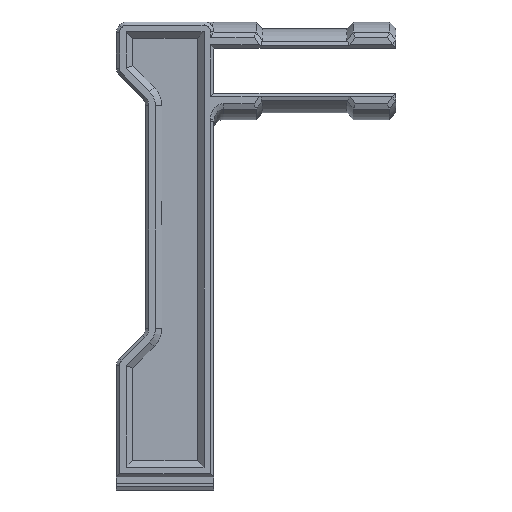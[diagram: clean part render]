
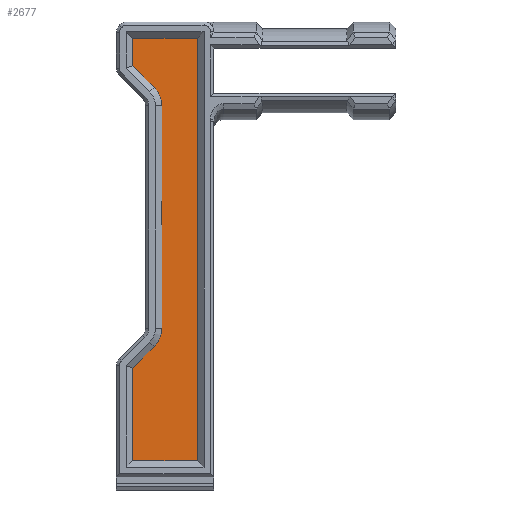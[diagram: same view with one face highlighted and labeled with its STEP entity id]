
A CAD part, top view. The second image highlights one B-rep face of the part: STEP entity #2677.
In plain terms, the highlighted planar face has unit normal (0, 0, 1).
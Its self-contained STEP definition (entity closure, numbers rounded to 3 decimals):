
#250=PLANE('',#2857);
#337=FACE_OUTER_BOUND('',#495,.T.);
#495=EDGE_LOOP('',(#1899,#1900,#1901,#1902,#1903,#1904,#1905,#1906,#1907,
#1908));
#669=LINE('',#3657,#885);
#673=LINE('',#3665,#889);
#676=LINE('',#3671,#892);
#679=LINE('',#3677,#895);
#683=LINE('',#3685,#899);
#688=LINE('',#3695,#904);
#691=LINE('',#3701,#907);
#695=LINE('',#3713,#911);
#885=VECTOR('',#3078,10.);
#889=VECTOR('',#3084,10.);
#892=VECTOR('',#3089,10.);
#895=VECTOR('',#3094,10.);
#899=VECTOR('',#3100,10.);
#904=VECTOR('',#3109,10.);
#907=VECTOR('',#3114,10.);
#911=VECTOR('',#3126,10.);
#1065=CIRCLE('',#2851,8.);
#1067=CIRCLE('',#2855,8.);
#1144=VERTEX_POINT('',#3654);
#1145=VERTEX_POINT('',#3656);
#1148=VERTEX_POINT('',#3663);
#1150=VERTEX_POINT('',#3669);
#1152=VERTEX_POINT('',#3675);
#1155=VERTEX_POINT('',#3683);
#1158=VERTEX_POINT('',#3693);
#1160=VERTEX_POINT('',#3699);
#1162=VERTEX_POINT('',#3705);
#1164=VERTEX_POINT('',#3711);
#1422=EDGE_CURVE('',#1145,#1144,#669,.T.);
#1426=EDGE_CURVE('',#1144,#1148,#673,.T.);
#1429=EDGE_CURVE('',#1148,#1150,#676,.T.);
#1432=EDGE_CURVE('',#1150,#1152,#679,.T.);
#1436=EDGE_CURVE('',#1152,#1155,#683,.T.);
#1441=EDGE_CURVE('',#1155,#1158,#688,.T.);
#1444=EDGE_CURVE('',#1158,#1160,#691,.T.);
#1447=EDGE_CURVE('',#1160,#1162,#1065,.T.);
#1450=EDGE_CURVE('',#1162,#1164,#695,.T.);
#1452=EDGE_CURVE('',#1164,#1145,#1067,.T.);
#1899=ORIENTED_EDGE('',*,*,#1422,.T.);
#1900=ORIENTED_EDGE('',*,*,#1426,.T.);
#1901=ORIENTED_EDGE('',*,*,#1429,.T.);
#1902=ORIENTED_EDGE('',*,*,#1432,.T.);
#1903=ORIENTED_EDGE('',*,*,#1436,.T.);
#1904=ORIENTED_EDGE('',*,*,#1441,.T.);
#1905=ORIENTED_EDGE('',*,*,#1444,.T.);
#1906=ORIENTED_EDGE('',*,*,#1447,.T.);
#1907=ORIENTED_EDGE('',*,*,#1450,.T.);
#1908=ORIENTED_EDGE('',*,*,#1452,.T.);
#2677=ADVANCED_FACE('',(#337),#250,.T.);
#2851=AXIS2_PLACEMENT_3D('',#3707,#3119,#3120);
#2855=AXIS2_PLACEMENT_3D('',#3716,#3130,#3131);
#2857=AXIS2_PLACEMENT_3D('',#3718,#3134,#3135);
#3078=DIRECTION('',(-0.707,-0.707,0.));
#3084=DIRECTION('',(0.,-1.,0.));
#3089=DIRECTION('',(1.,0.,0.));
#3094=DIRECTION('',(0.,1.,0.));
#3100=DIRECTION('',(-1.,0.,0.));
#3109=DIRECTION('',(0.,-1.,0.));
#3114=DIRECTION('',(0.707,-0.707,0.));
#3119=DIRECTION('center_axis',(0.,0.,-1.));
#3120=DIRECTION('ref_axis',(1.,0.,0.));
#3126=DIRECTION('',(0.,-1.,0.));
#3130=DIRECTION('center_axis',(0.,0.,-1.));
#3131=DIRECTION('ref_axis',(0.707,-0.707,0.));
#3134=DIRECTION('center_axis',(0.,0.,1.));
#3135=DIRECTION('ref_axis',(1.,0.,0.));
#3654=CARTESIAN_POINT('',(-10.,33.429,8.));
#3656=CARTESIAN_POINT('',(-3.343,40.086,8.));
#3657=CARTESIAN_POINT('',(-3.343,40.086,8.));
#3663=CARTESIAN_POINT('',(-10.,5.,8.));
#3665=CARTESIAN_POINT('',(-10.,34.257,8.));
#3669=CARTESIAN_POINT('',(10.,5.,8.));
#3671=CARTESIAN_POINT('',(-12.,5.,8.));
#3675=CARTESIAN_POINT('',(10.,135.,8.));
#3677=CARTESIAN_POINT('',(10.,3.,8.));
#3683=CARTESIAN_POINT('',(-10.,135.,8.));
#3685=CARTESIAN_POINT('',(12.,135.,8.));
#3693=CARTESIAN_POINT('',(-10.,126.571,8.));
#3695=CARTESIAN_POINT('',(-10.,136.757,8.));
#3699=CARTESIAN_POINT('',(-3.343,119.914,8.));
#3701=CARTESIAN_POINT('',(-10.586,127.157,8.));
#3705=CARTESIAN_POINT('',(-1.,114.257,8.));
#3707=CARTESIAN_POINT('Origin',(-9.,114.257,8.));
#3711=CARTESIAN_POINT('',(-1.,45.743,8.));
#3713=CARTESIAN_POINT('',(-1.,114.257,8.));
#3716=CARTESIAN_POINT('Origin',(-9.,45.743,8.));
#3718=CARTESIAN_POINT('Origin',(-4.757,41.5,8.));
